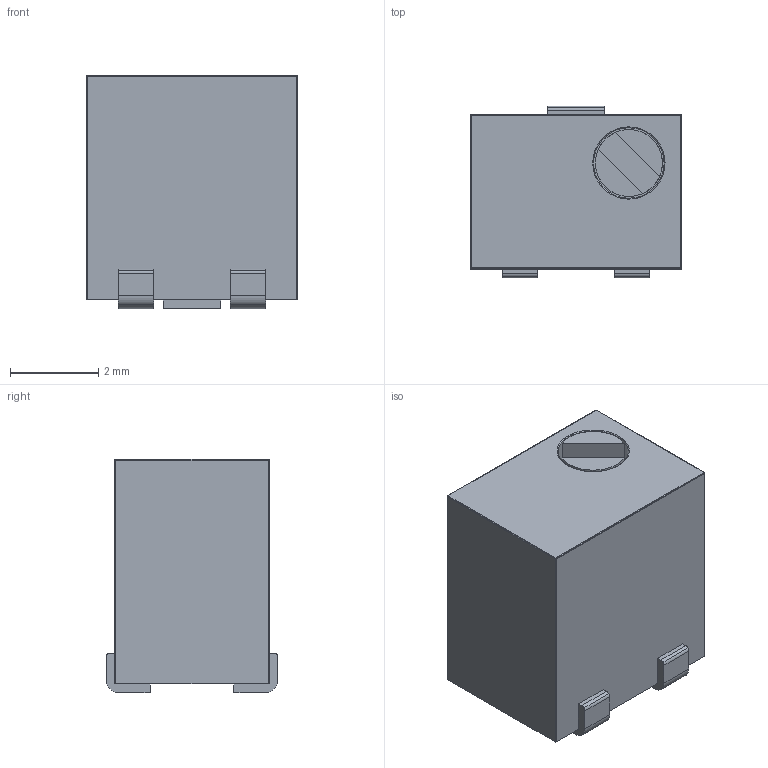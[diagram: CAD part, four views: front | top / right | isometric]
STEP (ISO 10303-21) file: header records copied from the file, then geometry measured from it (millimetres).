
FILE_DESCRIPTION((''),'2;1');
FILE_NAME('TRIM_BOURNS_3224W.stp','2009-12-10T15:18:16',(''),(''),'Mechanical Desktop 2006','Mechanical Desktop 2006',', , ');
FILE_SCHEMA(('AUTOMOTIVE_DESIGN { 1 2 10303 214 0 1 1 1 }'));
Length unit declared in the file: millimetre
Products named in the file (1): Product
Bounding box: 4.8 x 3.9 x 5.3 mm (x, y, z)
Volume: 86.1 mm3; surface area: 146.1 mm2
Topology: 20 solids, 20 shells, 1189 faces, 3418 edges, 2274 vertices
Faces by surface type: plane 1151, cylinder 32, sphere 4, torus 2
Entity records: 38166 total; most frequent: CARTESIAN_POINT 6876, ORIENTED_EDGE 6824, DIRECTION 5866, EDGE_CURVE 3412, VECTOR 3342, LINE 3342, VERTEX_POINT 2270, AXIS2_PLACEMENT_3D 1262
